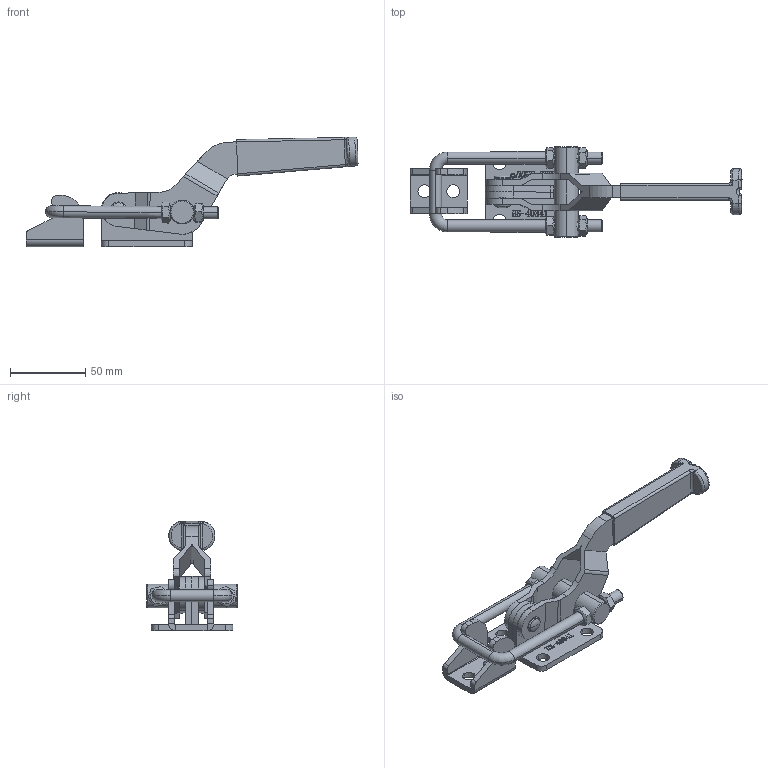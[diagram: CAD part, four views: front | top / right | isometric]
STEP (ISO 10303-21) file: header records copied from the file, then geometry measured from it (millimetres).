
FILE_DESCRIPTION (( 'STEP AP203' ), '1' );
FILE_NAME ('HS-40341.STEP', '2019-08-17T07:20:55', ( '微软用户' ), ( '微软中国' ), 'SwSTEP 2.0', 'SolidWorks 2012', '' );
FILE_SCHEMA (( 'CONFIG_CONTROL_DESIGN' ));
Length unit declared in the file: millimetre
Products named in the file (9): HS-40341; 种5; 菁釱1; hs-40341_asm; 40341-02______; M8蹟譫; 諶1; 种1; 蹟挴裝
Assembly tree (11 placements, depth 3):
  HS-40341
    蹟挴裝
    种1
    諶1
    M8蹟譫  x4
    hs-40341_asm
      40341-02______
    菁釱1
    种5
Bounding box: 220.1 x 60 x 72.62 mm (x, y, z)
Volume: 96296.2 mm3; surface area: 49457.9 mm2
Topology: 11 solids, 11 shells, 647 faces, 1723 edges, 1123 vertices
Faces by surface type: plane 349, bspline 141, cylinder 119, cone 24, torus 14
Entity records: 28373 total; most frequent: CARTESIAN_POINT 13167, ORIENTED_EDGE 3248, DIRECTION 2390, EDGE_CURVE 1624, VERTEX_POINT 1063, VECTOR 1046, LINE 1046, AXIS2_PLACEMENT_3D 672
